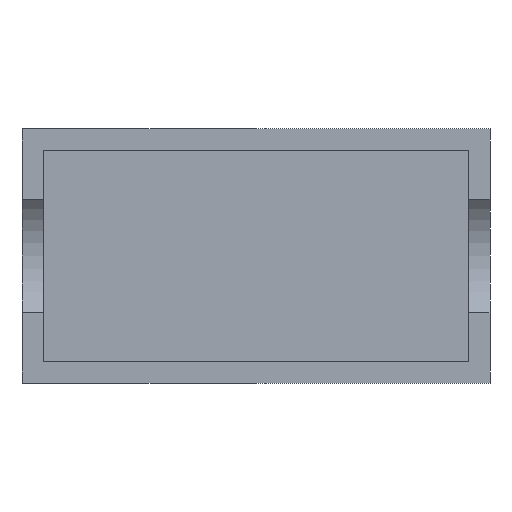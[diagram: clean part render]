
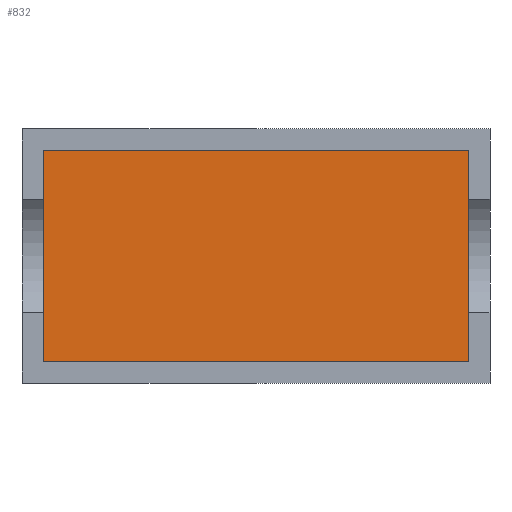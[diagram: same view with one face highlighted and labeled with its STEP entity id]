
A CAD part, front view. The second image highlights one B-rep face of the part: STEP entity #832.
In plain terms, the highlighted planar face has unit normal (0, -1, 0).
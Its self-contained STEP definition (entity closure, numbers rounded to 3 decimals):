
#61=PLANE('',#927);
#92=FACE_OUTER_BOUND('',#150,.T.);
#150=EDGE_LOOP('',(#689,#690,#691,#692));
#239=LINE('',#1236,#309);
#249=LINE('',#1263,#319);
#280=LINE('',#1369,#350);
#281=LINE('',#1370,#351);
#309=VECTOR('',#991,10.);
#319=VECTOR('',#1013,10.);
#350=VECTOR('',#1124,10.);
#351=VECTOR('',#1125,10.);
#386=VERTEX_POINT('',#1233);
#387=VERTEX_POINT('',#1235);
#397=VERTEX_POINT('',#1260);
#398=VERTEX_POINT('',#1262);
#463=EDGE_CURVE('',#387,#386,#239,.T.);
#477=EDGE_CURVE('',#398,#397,#249,.T.);
#531=EDGE_CURVE('',#386,#398,#280,.T.);
#532=EDGE_CURVE('',#397,#387,#281,.T.);
#689=ORIENTED_EDGE('',*,*,#463,.T.);
#690=ORIENTED_EDGE('',*,*,#531,.T.);
#691=ORIENTED_EDGE('',*,*,#477,.T.);
#692=ORIENTED_EDGE('',*,*,#532,.T.);
#832=ADVANCED_FACE('',(#92),#61,.F.);
#927=AXIS2_PLACEMENT_3D('',#1368,#1122,#1123);
#991=DIRECTION('',(0.,0.,-1.));
#1013=DIRECTION('',(0.,0.,1.));
#1122=DIRECTION('center_axis',(0.,1.,0.));
#1123=DIRECTION('ref_axis',(0.,0.,1.));
#1124=DIRECTION('',(1.,0.,0.));
#1125=DIRECTION('',(-1.,0.,0.));
#1233=CARTESIAN_POINT('',(-20.1,24.75,-10.));
#1235=CARTESIAN_POINT('',(-20.1,24.75,10.));
#1236=CARTESIAN_POINT('',(-20.1,24.75,10.));
#1260=CARTESIAN_POINT('',(20.1,24.75,10.));
#1262=CARTESIAN_POINT('',(20.1,24.75,-10.));
#1263=CARTESIAN_POINT('',(20.1,24.75,-10.));
#1368=CARTESIAN_POINT('Origin',(0.,24.75,0.));
#1369=CARTESIAN_POINT('',(-20.1,24.75,-10.));
#1370=CARTESIAN_POINT('',(20.1,24.75,10.));
